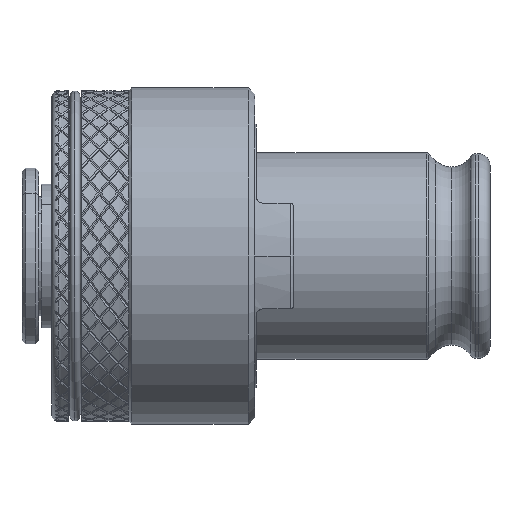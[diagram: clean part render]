
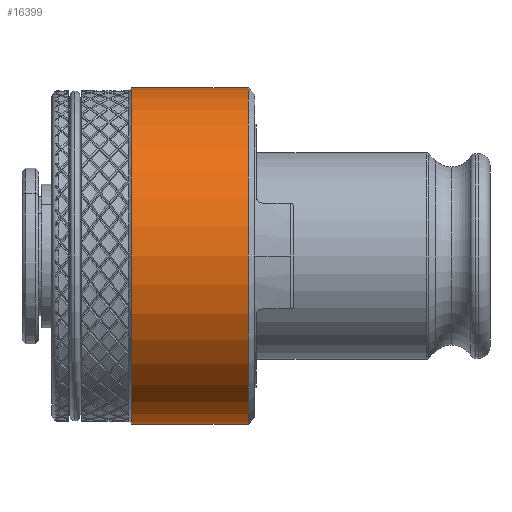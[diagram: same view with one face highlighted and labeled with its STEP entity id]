
A CAD part, front view. The second image highlights one B-rep face of the part: STEP entity #16399.
In plain terms, the highlighted cylindrical face has radius 25.25 mm (diameter 50.5 mm), a partial arc.
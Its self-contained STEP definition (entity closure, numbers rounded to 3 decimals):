
#1458 = ORIENTED_EDGE ( 'NONE', *, *, #2991, .F. ) ;
#2991 = EDGE_CURVE ( 'NONE', #3336, #67656, #28453, .T. ) ;
#3336 = VERTEX_POINT ( 'NONE', #32218 ) ;
#6946 = AXIS2_PLACEMENT_3D ( 'NONE', #17560, #17326, #17105 ) ;
#7589 = CARTESIAN_POINT ( 'NONE',  ( 9.103, 0., 25.25 ) ) ;
#7908 = ORIENTED_EDGE ( 'NONE', *, *, #47500, .T. ) ;
#11884 = EDGE_CURVE ( 'NONE', #41900, #3336, #40272, .T. ) ;
#16353 = LINE ( 'NONE', #7589, #28613 ) ;
#16399 = ADVANCED_FACE ( 'NONE', ( #21142 ), #33386, .T. ) ;
#16509 = DIRECTION ( 'NONE',  ( -1., 0., 0. ) ) ;
#17105 = DIRECTION ( 'NONE',  ( 0., 0., -1. ) ) ;
#17326 = DIRECTION ( 'NONE',  ( -1., 0., 0. ) ) ;
#17560 = CARTESIAN_POINT ( 'NONE',  ( -9.397, 0., 0. ) ) ;
#17815 = ORIENTED_EDGE ( 'NONE', *, *, #62600, .T. ) ;
#19168 = DIRECTION ( 'NONE',  ( -1., 0., 0. ) ) ;
#19542 = ORIENTED_EDGE ( 'NONE', *, *, #11884, .F. ) ;
#21142 = FACE_OUTER_BOUND ( 'NONE', #25277, .T. ) ;
#21791 = CARTESIAN_POINT ( 'NONE',  ( 9.103, 0., 0. ) ) ;
#21969 = VERTEX_POINT ( 'NONE', #53456 ) ;
#25277 = EDGE_LOOP ( 'NONE', ( #17815, #7908, #1458, #19542 ) ) ;
#26418 = VECTOR ( 'NONE', #41196, 1000. ) ;
#28453 = CIRCLE ( 'NONE', #6946, 25.25 ) ;
#28613 = VECTOR ( 'NONE', #60254, 1000. ) ;
#31455 = AXIS2_PLACEMENT_3D ( 'NONE', #50501, #19168, #55709 ) ;
#32218 = CARTESIAN_POINT ( 'NONE',  ( -9.397, 0., -25.25 ) ) ;
#33386 = CYLINDRICAL_SURFACE ( 'NONE', #55326, 25.25 ) ;
#40272 = LINE ( 'NONE', #51545, #26418 ) ;
#41196 = DIRECTION ( 'NONE',  ( -1., 0., 0. ) ) ;
#41480 = CIRCLE ( 'NONE', #31455, 25.25 ) ;
#41900 = VERTEX_POINT ( 'NONE', #46281 ) ;
#46281 = CARTESIAN_POINT ( 'NONE',  ( 8.103, 0., -25.25 ) ) ;
#47500 = EDGE_CURVE ( 'NONE', #21969, #67656, #16353, .T. ) ;
#50501 = CARTESIAN_POINT ( 'NONE',  ( 8.103, 0., 0. ) ) ;
#51545 = CARTESIAN_POINT ( 'NONE',  ( 9.103, 0., -25.25 ) ) ;
#53456 = CARTESIAN_POINT ( 'NONE',  ( 8.103, 0., 25.25 ) ) ;
#55326 = AXIS2_PLACEMENT_3D ( 'NONE', #21791, #16509, #63524 ) ;
#55709 = DIRECTION ( 'NONE',  ( 0., 0., -1. ) ) ;
#57343 = CARTESIAN_POINT ( 'NONE',  ( -9.397, 0., 25.25 ) ) ;
#60254 = DIRECTION ( 'NONE',  ( -1., 0., 0. ) ) ;
#62600 = EDGE_CURVE ( 'NONE', #41900, #21969, #41480, .T. ) ;
#63524 = DIRECTION ( 'NONE',  ( 0., 0., -1. ) ) ;
#67656 = VERTEX_POINT ( 'NONE', #57343 ) ;
